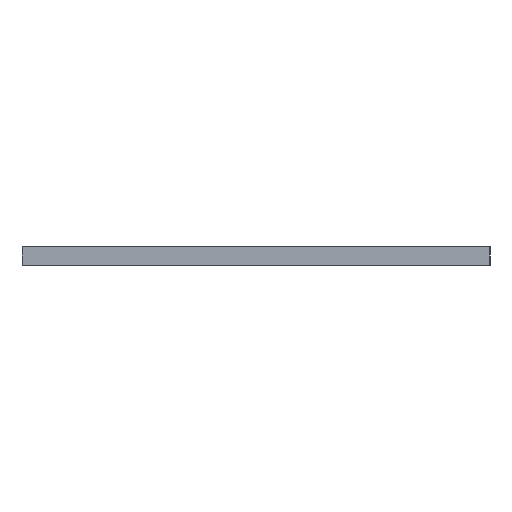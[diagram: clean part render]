
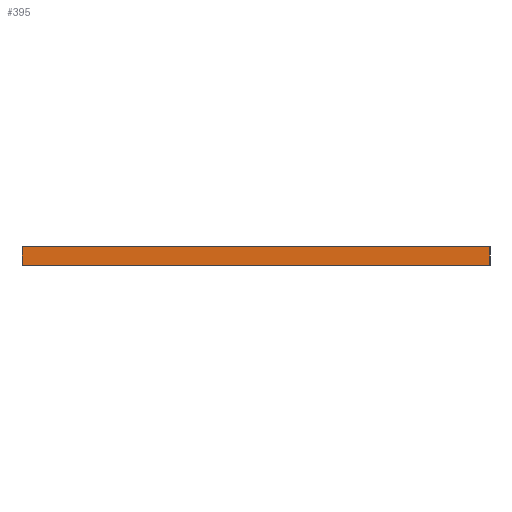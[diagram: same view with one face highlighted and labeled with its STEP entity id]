
A CAD part, left-side view. The second image highlights one B-rep face of the part: STEP entity #395.
In plain terms, the highlighted planar face has unit normal (-1, 0, 0).
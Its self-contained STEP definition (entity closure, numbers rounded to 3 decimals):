
#339=CARTESIAN_POINT('',(0.0,0.0,12.));
#340=VERTEX_POINT('',#339);
#347=CARTESIAN_POINT('',(0.0,0.0,0.0));
#348=VERTEX_POINT('',#347);
#349=CARTESIAN_POINT('',(0.0,0.0,0.0));
#350=DIRECTION('',(0.0,0.0,1.0));
#351=VECTOR('',#350,12.);
#352=LINE('',#349,#351);
#353=EDGE_CURVE('',#348,#340,#352,.T.);
#365=CARTESIAN_POINT('',(0.0,0.0,0.0));
#366=DIRECTION('',(-1.0,0.0,0.0));
#367=DIRECTION('',(0.0,0.0,1.0));
#368=AXIS2_PLACEMENT_3D('',#365,#366,#367);
#369=PLANE('',#368);
#370=CARTESIAN_POINT('',(0.0,300.,12.));
#371=VERTEX_POINT('',#370);
#372=CARTESIAN_POINT('',(0.0,0.0,12.));
#373=DIRECTION('',(0.0,1.0,0.0));
#374=VECTOR('',#373,300.);
#375=LINE('',#372,#374);
#376=EDGE_CURVE('',#340,#371,#375,.T.);
#377=ORIENTED_EDGE('',*,*,#376,.T.);
#378=CARTESIAN_POINT('',(0.0,300.,0.0));
#379=VERTEX_POINT('',#378);
#380=CARTESIAN_POINT('',(0.0,300.,0.0));
#381=DIRECTION('',(0.0,0.0,1.0));
#382=VECTOR('',#381,12.);
#383=LINE('',#380,#382);
#384=EDGE_CURVE('',#379,#371,#383,.T.);
#385=ORIENTED_EDGE('',*,*,#384,.F.);
#386=CARTESIAN_POINT('',(0.0,300.,0.0));
#387=DIRECTION('',(0.0,-1.0,0.0));
#388=VECTOR('',#387,300.);
#389=LINE('',#386,#388);
#390=EDGE_CURVE('',#379,#348,#389,.T.);
#391=ORIENTED_EDGE('',*,*,#390,.T.);
#392=ORIENTED_EDGE('',*,*,#353,.T.);
#393=EDGE_LOOP('',(#377,#385,#391,#392));
#394=FACE_OUTER_BOUND('',#393,.T.);
#395=ADVANCED_FACE('',(#394),#369,.T.);
